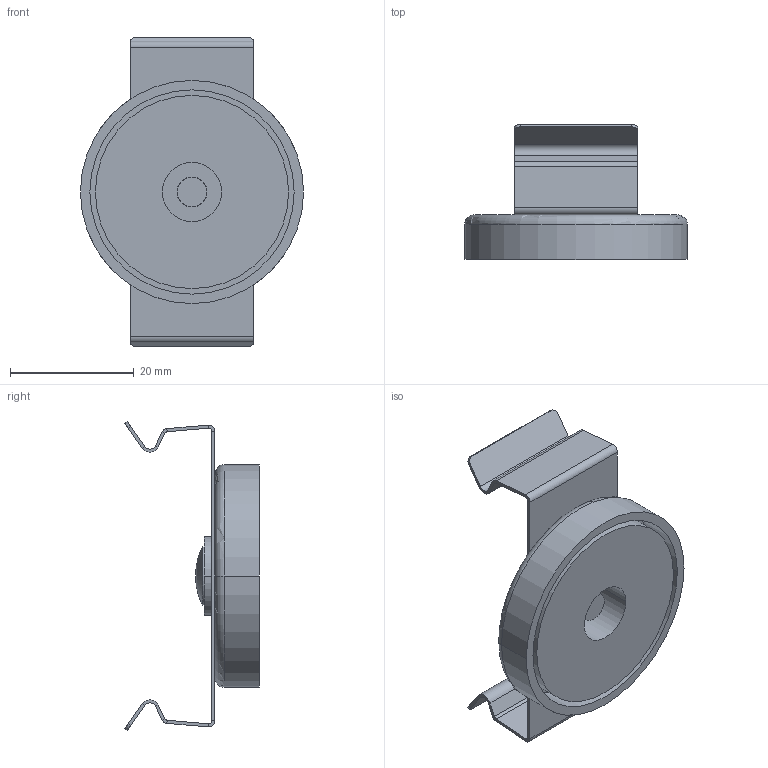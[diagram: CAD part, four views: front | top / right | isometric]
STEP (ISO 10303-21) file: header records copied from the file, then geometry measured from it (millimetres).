
FILE_DESCRIPTION((''),'2;1');
FILE_NAME('244227_SM01_ASM','2024-11-12T10:42:34',('banengservice'),('BANNER ENGINEERING'),'CREO PARAMETRIC BY PTC INC, 2022414','CREO PARAMETRIC BY PTC INC, 2022414','');
FILE_SCHEMA(('CONFIG_CONTROL_DESIGN'));
Length unit declared in the file: millimetre
Products named in the file (2): 244227_EP01; 244227_SM01_ASM
Assembly tree (1 placements, depth 2):
  244227_SM01_ASM
    244227_EP01
Bounding box: 36.07 x 21.78 x 50.04 mm (x, y, z)
Volume: 7464.6 mm3; surface area: 6617.6 mm2
Topology: 1 solids, 1 shells, 96 faces, 202 edges, 115 vertices
Faces by surface type: plane 56, cylinder 36, torus 2, sphere 2
Entity records: 2573 total; most frequent: DIRECTION 480, CARTESIAN_POINT 414, ORIENTED_EDGE 400, EDGE_CURVE 200, AXIS2_PLACEMENT_3D 181, VECTOR 118, LINE 118, VERTEX_POINT 115
